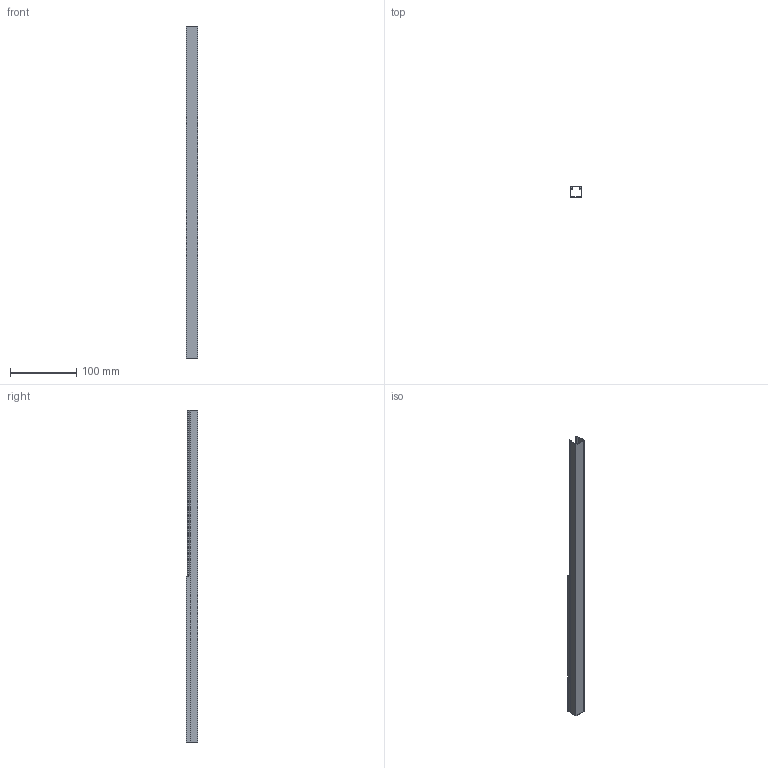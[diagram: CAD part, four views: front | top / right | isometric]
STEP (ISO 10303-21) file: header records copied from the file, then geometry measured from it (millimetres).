
FILE_DESCRIPTION (( 'STEP AP214' ), '1' );
FILE_NAME ('6025102.stp', '2016-10-04T07:22:24', ( '' ), ( '' ), 'SwSTEP 2.0', 'SolidWorks 2016', '' );
FILE_SCHEMA (( 'AUTOMOTIVE_DESIGN' ));
Length unit declared in the file: millimetre
Products named in the file (3): Unterteil_20x20; Oberteil_20; 6025102
Assembly tree (2 placements, depth 2):
  6025102
    Oberteil_20
    Unterteil_20x20
Bounding box: 17.4 x 17.38 x 500 mm (x, y, z)
Volume: 31541.3 mm3; surface area: 65409.7 mm2
Topology: 2 solids, 2 shells, 36 faces, 96 edges, 64 vertices
Faces by surface type: plane 36
Entity records: 1606 total; most frequent: CARTESIAN_POINT 201, ORIENTED_EDGE 192, DIRECTION 178, VECTOR 96, LINE 96, EDGE_CURVE 96, VERTEX_POINT 64, UNCERTAINTY_MEASURE_WITH_UNIT 43
